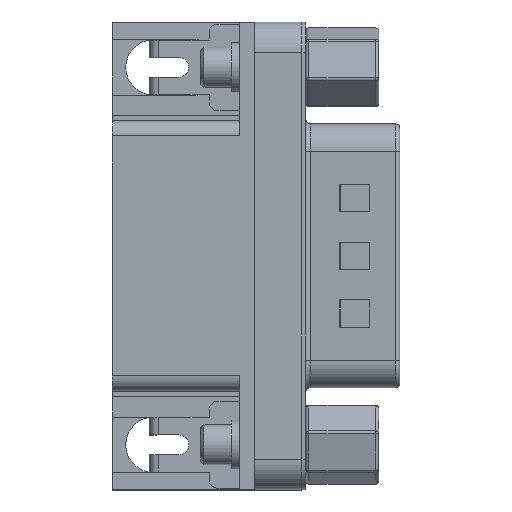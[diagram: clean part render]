
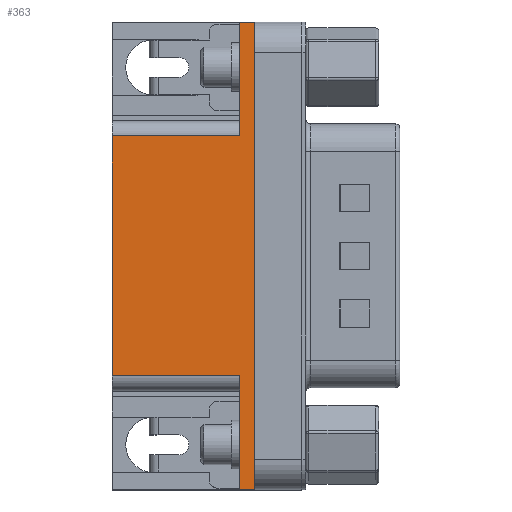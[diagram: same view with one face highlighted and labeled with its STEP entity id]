
A CAD part, top view. The second image highlights one B-rep face of the part: STEP entity #363.
In plain terms, the highlighted planar face has unit normal (0, 0, 1).
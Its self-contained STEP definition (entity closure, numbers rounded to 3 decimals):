
#256 = VERTEX_POINT('',#257);
#257 = CARTESIAN_POINT('',(-6.25,-7.9,10.4));
#264 = EDGE_CURVE('',#256,#265,#267,.T.);
#265 = VERTEX_POINT('',#266);
#266 = CARTESIAN_POINT('',(-6.25,7.9,10.4));
#267 = LINE('',#268,#269);
#268 = CARTESIAN_POINT('',(-6.25,-15.4,10.4));
#269 = VECTOR('',#270,1.);
#270 = DIRECTION('',(0.,1.,0.));
#319 = VERTEX_POINT('',#320);
#320 = CARTESIAN_POINT('',(2.15,7.9,10.4));
#329 = EDGE_CURVE('',#319,#265,#330,.T.);
#330 = LINE('',#331,#332);
#331 = CARTESIAN_POINT('',(2.15,7.9,10.4));
#332 = VECTOR('',#333,1.);
#333 = DIRECTION('',(-1.,0.,0.));
#363 = ADVANCED_FACE('',(#364),#430,.T.);
#364 = FACE_BOUND('',#365,.T.);
#365 = EDGE_LOOP('',(#366,#367,#375,#383,#391,#399,#407,#415,#423,#429)
  );
#366 = ORIENTED_EDGE('',*,*,#264,.F.);
#367 = ORIENTED_EDGE('',*,*,#368,.F.);
#368 = EDGE_CURVE('',#369,#256,#371,.T.);
#369 = VERTEX_POINT('',#370);
#370 = CARTESIAN_POINT('',(2.15,-7.9,10.4));
#371 = LINE('',#372,#373);
#372 = CARTESIAN_POINT('',(2.15,-7.9,10.4));
#373 = VECTOR('',#374,1.);
#374 = DIRECTION('',(-1.,0.,0.));
#375 = ORIENTED_EDGE('',*,*,#376,.F.);
#376 = EDGE_CURVE('',#377,#369,#379,.T.);
#377 = VERTEX_POINT('',#378);
#378 = CARTESIAN_POINT('',(2.15,-8.9,10.4));
#379 = LINE('',#380,#381);
#380 = CARTESIAN_POINT('',(2.15,0.,10.4));
#381 = VECTOR('',#382,1.);
#382 = DIRECTION('',(0.,1.,0.));
#383 = ORIENTED_EDGE('',*,*,#384,.F.);
#384 = EDGE_CURVE('',#385,#377,#387,.T.);
#385 = VERTEX_POINT('',#386);
#386 = CARTESIAN_POINT('',(2.15,-15.4,10.4));
#387 = LINE('',#388,#389);
#388 = CARTESIAN_POINT('',(2.15,0.,10.4));
#389 = VECTOR('',#390,1.);
#390 = DIRECTION('',(0.,1.,0.));
#391 = ORIENTED_EDGE('',*,*,#392,.F.);
#392 = EDGE_CURVE('',#393,#385,#395,.T.);
#393 = VERTEX_POINT('',#394);
#394 = CARTESIAN_POINT('',(3.15,-15.4,10.4));
#395 = LINE('',#396,#397);
#396 = CARTESIAN_POINT('',(3.15,-15.4,10.4));
#397 = VECTOR('',#398,1.);
#398 = DIRECTION('',(-1.,0.,0.));
#399 = ORIENTED_EDGE('',*,*,#400,.F.);
#400 = EDGE_CURVE('',#401,#393,#403,.T.);
#401 = VERTEX_POINT('',#402);
#402 = CARTESIAN_POINT('',(3.15,15.4,10.4));
#403 = LINE('',#404,#405);
#404 = CARTESIAN_POINT('',(3.15,15.4,10.4));
#405 = VECTOR('',#406,1.);
#406 = DIRECTION('',(0.,-1.,0.));
#407 = ORIENTED_EDGE('',*,*,#408,.F.);
#408 = EDGE_CURVE('',#409,#401,#411,.T.);
#409 = VERTEX_POINT('',#410);
#410 = CARTESIAN_POINT('',(2.15,15.4,10.4));
#411 = LINE('',#412,#413);
#412 = CARTESIAN_POINT('',(-6.25,15.4,10.4));
#413 = VECTOR('',#414,1.);
#414 = DIRECTION('',(1.,0.,0.));
#415 = ORIENTED_EDGE('',*,*,#416,.T.);
#416 = EDGE_CURVE('',#409,#417,#419,.T.);
#417 = VERTEX_POINT('',#418);
#418 = CARTESIAN_POINT('',(2.15,8.9,10.4));
#419 = LINE('',#420,#421);
#420 = CARTESIAN_POINT('',(2.15,15.4,10.4));
#421 = VECTOR('',#422,1.);
#422 = DIRECTION('',(0.,-1.,0.));
#423 = ORIENTED_EDGE('',*,*,#424,.T.);
#424 = EDGE_CURVE('',#417,#319,#425,.T.);
#425 = LINE('',#426,#427);
#426 = CARTESIAN_POINT('',(2.15,15.4,10.4));
#427 = VECTOR('',#428,1.);
#428 = DIRECTION('',(-0.,-1.,-0.));
#429 = ORIENTED_EDGE('',*,*,#329,.T.);
#430 = PLANE('',#431);
#431 = AXIS2_PLACEMENT_3D('',#432,#433,#434);
#432 = CARTESIAN_POINT('',(-6.25,15.4,10.4));
#433 = DIRECTION('',(0.,0.,1.));
#434 = DIRECTION('',(1.,0.,0.));
